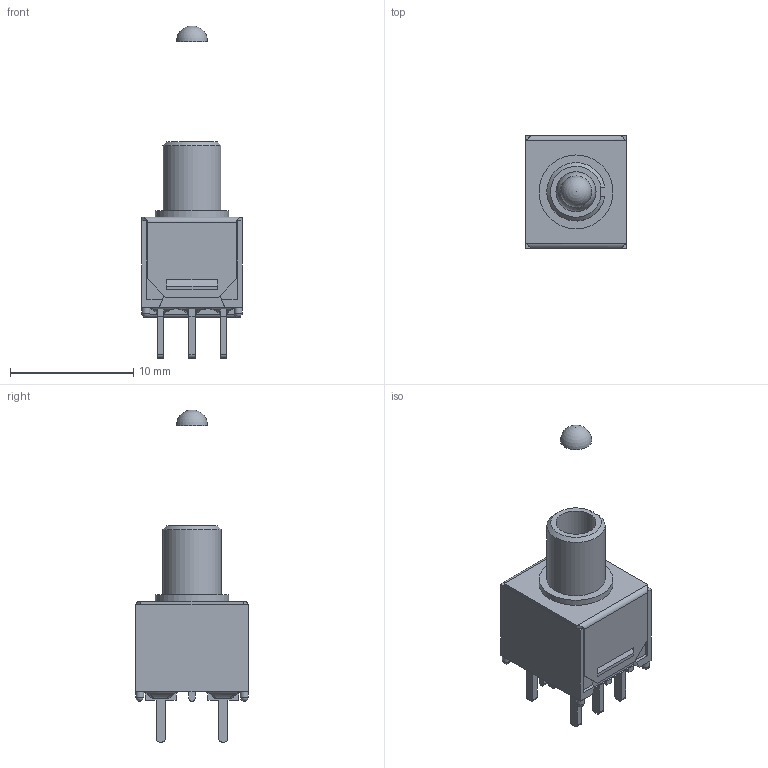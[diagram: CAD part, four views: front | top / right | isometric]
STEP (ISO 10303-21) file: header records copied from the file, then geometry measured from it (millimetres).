
FILE_DESCRIPTION(/* description */ (''),/* implementation_level */ '2;1');
FILE_NAME(/* name */ '200MDPxT1B3M2xE.stp',/* time_stamp */ '2025-04-25T13:44:39-05:00',/* author */ ('mroman'),/* organization */ (''),/* preprocessor_version */ 'ST-DEVELOPER v18.1',/* originating_system */ 'Autodesk Inventor 2022',/* authorisation */ '');
FILE_SCHEMA (('AUTOMOTIVE_DESIGN { 1 0 10303 214 3 1 1 }'));
Length unit declared in the file: inch
Products named in the file (1): 200MDPxT1B3M2xE
Bounding box: 8.13 x 9.14 x 26.93 mm (x, y, z)
Volume: 350.8 mm3; surface area: 1211.8 mm2
Topology: 2 solids, 3 shells, 232 faces, 656 edges, 426 vertices
Faces by surface type: plane 172, cylinder 35, bspline 16, sphere 7, cone 2
Full cylindrical faces by diameter (mm): 0.65 x4, 3.25 x2, 6 x1
Entity records: 8264 total; most frequent: CARTESIAN_POINT 2291, ORIENTED_EDGE 1300, DIRECTION 1140, EDGE_CURVE 650, LINE 478, VECTOR 478, VERTEX_POINT 426, AXIS2_PLACEMENT_3D 331
